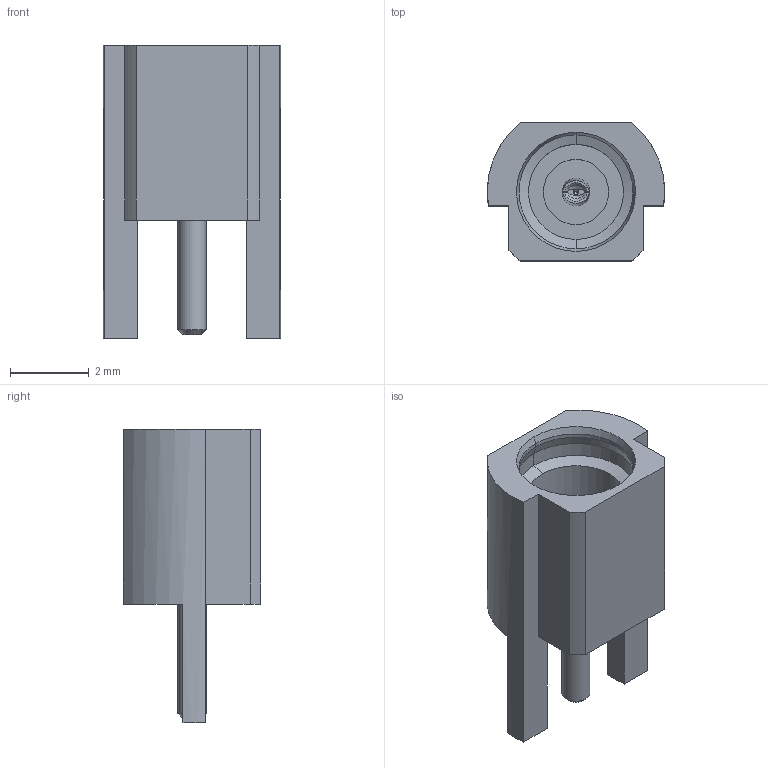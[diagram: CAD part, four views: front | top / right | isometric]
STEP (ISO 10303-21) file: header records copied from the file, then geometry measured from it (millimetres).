
FILE_DESCRIPTION((''),'2;1');
FILE_NAME('734150961','2016-08-09T',('gsharma'),(''),'PRO/ENGINEER BY PARAMETRIC TECHNOLOGY CORPORATION, 2012310','PRO/ENGINEER BY PARAMETRIC TECHNOLOGY CORPORATION, 2012310','');
FILE_SCHEMA(('CONFIG_CONTROL_DESIGN'));
Length unit declared in the file: millimetre
Products named in the file (1): 734150961
Bounding box: 4.5 x 3.5 x 7.44 mm (x, y, z)
Volume: 48.1 mm3; surface area: 142.6 mm2
Topology: 1 solids, 1 shells, 56 faces, 143 edges, 92 vertices
Faces by surface type: plane 22, cylinder 20, cone 14
Entity records: 1803 total; most frequent: CARTESIAN_POINT 385, DIRECTION 296, ORIENTED_EDGE 282, EDGE_CURVE 141, AXIS2_PLACEMENT_3D 110, VERTEX_POINT 92, VECTOR 76, LINE 76
